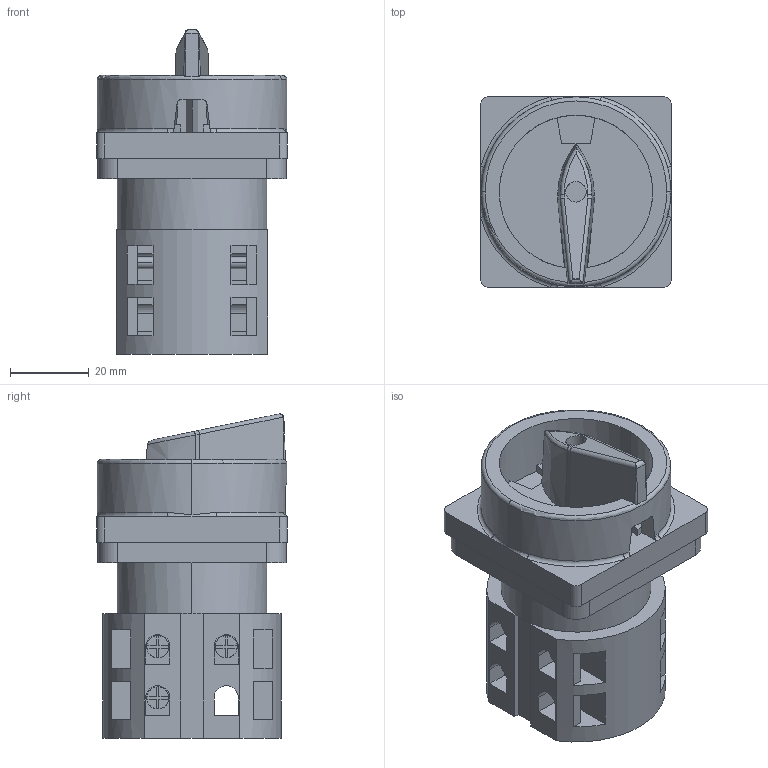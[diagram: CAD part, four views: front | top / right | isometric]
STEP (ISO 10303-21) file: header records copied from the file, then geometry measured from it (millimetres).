
FILE_DESCRIPTION (( 'STEP AP214' ), '1' );
FILE_NAME ('ÏÊÏ-25-2- ñ äûðêîé(13).STEP', '2017-12-25T06:26:00', ( 'AutoBVT' ), ( 'Microsoft' ), 'SwSTEP 2.0', 'SolidWorks 2014', '' );
FILE_SCHEMA (( 'AUTOMOTIVE_DESIGN' ));
Length unit declared in the file: millimetre
Products named in the file (1): ÏÊÏ-25-2- ñ äûðêîé(13)
Bounding box: 48.5 x 48.5 x 82.38 mm (x, y, z)
Volume: 96799.5 mm3; surface area: 23354.5 mm2
Topology: 1 solids, 1 shells, 321 faces, 895 edges, 587 vertices
Faces by surface type: plane 226, cylinder 68, bspline 13, cone 8, torus 6
Entity records: 11079 total; most frequent: CARTESIAN_POINT 2726, ORIENTED_EDGE 1786, DIRECTION 1687, EDGE_CURVE 893, VECTOR 593, LINE 593, VERTEX_POINT 587, AXIS2_PLACEMENT_3D 547
